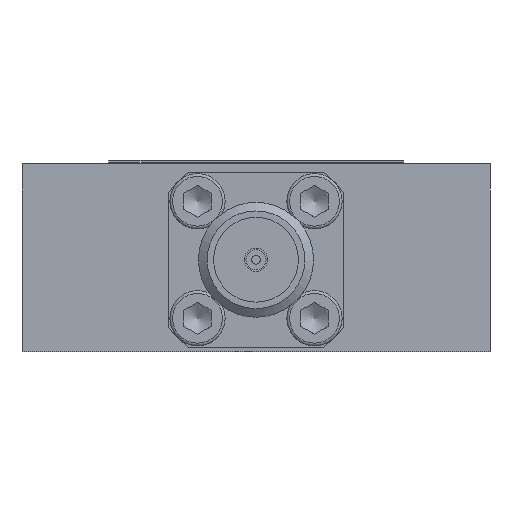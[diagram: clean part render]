
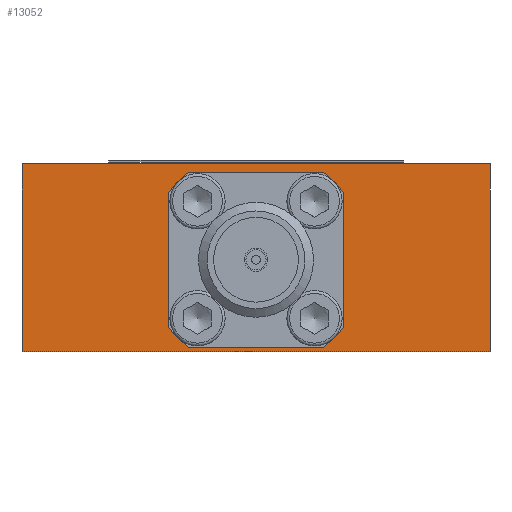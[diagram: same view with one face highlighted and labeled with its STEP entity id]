
A CAD part, front view. The second image highlights one B-rep face of the part: STEP entity #13052.
In plain terms, the highlighted planar face has unit normal (0, -1, 0).
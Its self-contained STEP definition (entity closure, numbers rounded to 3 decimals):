
#373=LINE('',#17223,#1184);
#374=LINE('',#17227,#1185);
#375=LINE('',#17231,#1186);
#376=LINE('',#17235,#1187);
#377=LINE('',#17236,#1188);
#378=LINE('',#17239,#1189);
#379=LINE('',#17241,#1190);
#380=LINE('',#17243,#1191);
#381=LINE('',#17245,#1192);
#382=LINE('',#17247,#1193);
#1184=VECTOR('',#14619,1000.);
#1185=VECTOR('',#14622,1000.);
#1186=VECTOR('',#14625,1000.);
#1187=VECTOR('',#14628,1000.);
#1188=VECTOR('',#14629,1000.);
#1189=VECTOR('',#14630,1000.);
#1190=VECTOR('',#14631,1000.);
#1191=VECTOR('',#14632,1000.);
#1192=VECTOR('',#14633,1000.);
#1193=VECTOR('',#14634,1000.);
#2003=ORIENTED_EDGE('',*,*,#4347,.F.);
#2004=ORIENTED_EDGE('',*,*,#4348,.F.);
#2005=ORIENTED_EDGE('',*,*,#4349,.F.);
#2006=ORIENTED_EDGE('',*,*,#4350,.F.);
#2007=ORIENTED_EDGE('',*,*,#4351,.F.);
#2008=ORIENTED_EDGE('',*,*,#4352,.F.);
#2009=ORIENTED_EDGE('',*,*,#4353,.F.);
#2010=ORIENTED_EDGE('',*,*,#4354,.F.);
#2011=ORIENTED_EDGE('',*,*,#4355,.F.);
#2012=ORIENTED_EDGE('',*,*,#4356,.T.);
#2013=ORIENTED_EDGE('',*,*,#4357,.T.);
#2014=ORIENTED_EDGE('',*,*,#4358,.F.);
#2015=ORIENTED_EDGE('',*,*,#4359,.F.);
#2016=ORIENTED_EDGE('',*,*,#4360,.F.);
#4347=EDGE_CURVE('',#5519,#5520,#6395,.T.);
#4348=EDGE_CURVE('',#5521,#5519,#373,.T.);
#4349=EDGE_CURVE('',#5522,#5521,#6396,.T.);
#4350=EDGE_CURVE('',#5523,#5522,#374,.T.);
#4351=EDGE_CURVE('',#5524,#5523,#6397,.T.);
#4352=EDGE_CURVE('',#5525,#5524,#375,.T.);
#4353=EDGE_CURVE('',#5526,#5525,#6398,.T.);
#4354=EDGE_CURVE('',#5520,#5526,#376,.T.);
#4355=EDGE_CURVE('',#5527,#5528,#377,.T.);
#4356=EDGE_CURVE('',#5527,#5529,#378,.T.);
#4357=EDGE_CURVE('',#5529,#5530,#379,.T.);
#4358=EDGE_CURVE('',#5531,#5530,#380,.T.);
#4359=EDGE_CURVE('',#5532,#5531,#381,.T.);
#4360=EDGE_CURVE('',#5528,#5532,#382,.T.);
#5519=VERTEX_POINT('',#17221);
#5520=VERTEX_POINT('',#17222);
#5521=VERTEX_POINT('',#17224);
#5522=VERTEX_POINT('',#17226);
#5523=VERTEX_POINT('',#17228);
#5524=VERTEX_POINT('',#17230);
#5525=VERTEX_POINT('',#17232);
#5526=VERTEX_POINT('',#17234);
#5527=VERTEX_POINT('',#17237);
#5528=VERTEX_POINT('',#17238);
#5529=VERTEX_POINT('',#17240);
#5530=VERTEX_POINT('',#17242);
#5531=VERTEX_POINT('',#17244);
#5532=VERTEX_POINT('',#17246);
#6395=CIRCLE('',#13702,6.);
#6396=CIRCLE('',#13703,6.);
#6397=CIRCLE('',#13704,6.);
#6398=CIRCLE('',#13705,6.);
#6679=EDGE_LOOP('',(#2003,#2004,#2005,#2006,#2007,#2008,#2009,#2010));
#6680=EDGE_LOOP('',(#2011,#2012,#2013,#2014,#2015,#2016));
#7550=FACE_BOUND('',#6679,.T.);
#7551=FACE_BOUND('',#6680,.T.);
#8443=PLANE('',#13701);
#13052=ADVANCED_FACE('',(#7550,#7551),#8443,.F.);
#13701=AXIS2_PLACEMENT_3D('',#17219,#14615,#14616);
#13702=AXIS2_PLACEMENT_3D('',#17220,#14617,#14618);
#13703=AXIS2_PLACEMENT_3D('',#17225,#14620,#14621);
#13704=AXIS2_PLACEMENT_3D('',#17229,#14623,#14624);
#13705=AXIS2_PLACEMENT_3D('',#17233,#14626,#14627);
#14615=DIRECTION('',(0.,1.,0.));
#14616=DIRECTION('',(0.,0.,1.));
#14617=DIRECTION('',(0.,-1.,0.));
#14618=DIRECTION('',(1.,0.,0.));
#14619=DIRECTION('',(0.,0.,-1.));
#14620=DIRECTION('',(0.,-1.,0.));
#14621=DIRECTION('',(1.,0.,0.));
#14622=DIRECTION('',(-1.,0.,0.));
#14623=DIRECTION('',(0.,-1.,0.));
#14624=DIRECTION('',(1.,0.,0.));
#14625=DIRECTION('',(0.,0.,1.));
#14626=DIRECTION('',(0.,-1.,0.));
#14627=DIRECTION('',(1.,0.,0.));
#14628=DIRECTION('',(1.,0.,0.));
#14629=DIRECTION('',(1.,0.,0.));
#14630=DIRECTION('',(0.,0.,-1.));
#14631=DIRECTION('',(1.,0.,0.));
#14632=DIRECTION('',(0.,0.,-1.));
#14633=DIRECTION('',(1.,0.,0.));
#14634=DIRECTION('',(1.,0.,0.));
#17219=CARTESIAN_POINT('',(-12.7,-17.225,5.7));
#17220=CARTESIAN_POINT('',(0.,-17.225,4.995));
#17221=CARTESIAN_POINT('',(-4.75,-17.225,1.329));
#17222=CARTESIAN_POINT('',(-3.666,-17.225,0.245));
#17223=CARTESIAN_POINT('',(-4.75,-17.225,8.661));
#17224=CARTESIAN_POINT('',(-4.75,-17.225,8.661));
#17225=CARTESIAN_POINT('',(0.,-17.225,4.995));
#17226=CARTESIAN_POINT('',(-3.666,-17.225,9.745));
#17227=CARTESIAN_POINT('',(3.666,-17.225,9.745));
#17228=CARTESIAN_POINT('',(3.666,-17.225,9.745));
#17229=CARTESIAN_POINT('',(0.,-17.225,4.995));
#17230=CARTESIAN_POINT('',(4.75,-17.225,8.661));
#17231=CARTESIAN_POINT('',(4.75,-17.225,1.329));
#17232=CARTESIAN_POINT('',(4.75,-17.225,1.329));
#17233=CARTESIAN_POINT('',(0.,-17.225,4.995));
#17234=CARTESIAN_POINT('',(3.666,-17.225,0.245));
#17235=CARTESIAN_POINT('',(-3.666,-17.225,0.245));
#17236=CARTESIAN_POINT('',(-12.7,-17.225,10.2));
#17237=CARTESIAN_POINT('',(-12.7,-17.225,10.2));
#17238=CARTESIAN_POINT('',(-6.5,-17.225,10.2));
#17239=CARTESIAN_POINT('',(-12.7,-17.225,5.7));
#17240=CARTESIAN_POINT('',(-12.7,-17.225,0.));
#17241=CARTESIAN_POINT('',(-12.7,-17.225,0.));
#17242=CARTESIAN_POINT('',(12.7,-17.225,0.));
#17243=CARTESIAN_POINT('',(12.7,-17.225,5.7));
#17244=CARTESIAN_POINT('',(12.7,-17.225,10.2));
#17245=CARTESIAN_POINT('',(-12.7,-17.225,10.2));
#17246=CARTESIAN_POINT('',(6.5,-17.225,10.2));
#17247=CARTESIAN_POINT('',(-12.7,-17.225,10.2));
